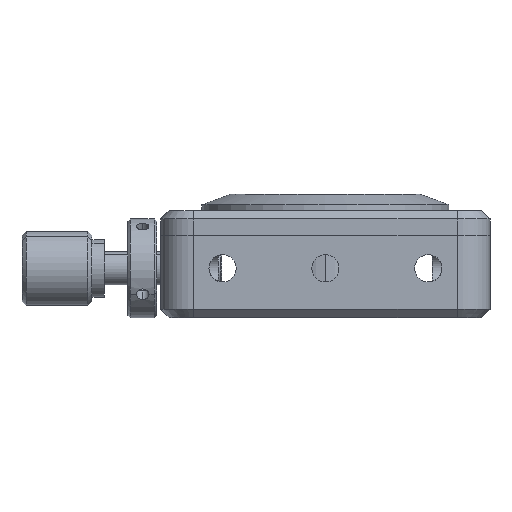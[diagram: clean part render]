
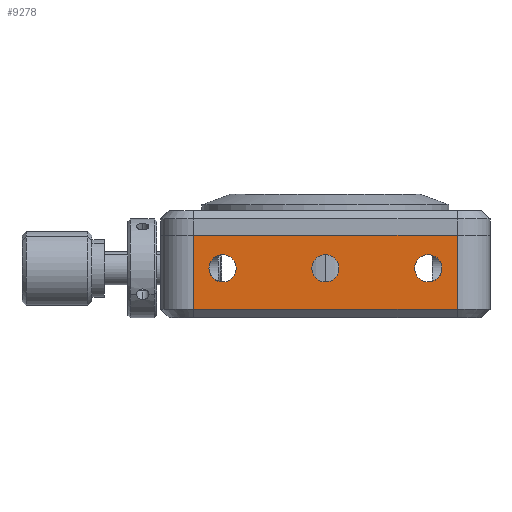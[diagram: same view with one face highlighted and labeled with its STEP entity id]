
A CAD part, left-side view. The second image highlights one B-rep face of the part: STEP entity #9278.
In plain terms, the highlighted planar face has unit normal (-1, 0, 0).
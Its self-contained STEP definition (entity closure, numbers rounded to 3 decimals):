
#119 = FACE_BOUND ( 'NONE', #5114, .T. ) ;
#212 = DIRECTION ( 'NONE',  ( 0., 0., 1. ) ) ;
#347 = CARTESIAN_POINT ( 'NONE',  ( -20.354, -12.473, 41. ) ) ;
#483 = ORIENTED_EDGE ( 'NONE', *, *, #8413, .F. ) ;
#554 = DIRECTION ( 'NONE',  ( 0., 0., 1. ) ) ;
#894 = VERTEX_POINT ( 'NONE', #9965 ) ;
#948 = VECTOR ( 'NONE', #554, 1000. ) ;
#984 = VERTEX_POINT ( 'NONE', #9097 ) ;
#1233 = CIRCLE ( 'NONE', #5081, 1.65 ) ;
#1449 = AXIS2_PLACEMENT_3D ( 'NONE', #3571, #10420, #6266 ) ;
#1481 = LINE ( 'NONE', #9207, #948 ) ;
#1573 = PLANE ( 'NONE',  #2352 ) ;
#2010 = CARTESIAN_POINT ( 'NONE',  ( -20.354, 20.027, 45. ) ) ;
#2155 = VERTEX_POINT ( 'NONE', #2826 ) ;
#2263 = AXIS2_PLACEMENT_3D ( 'NONE', #347, #5628, #10776 ) ;
#2273 = CARTESIAN_POINT ( 'NONE',  ( -20.354, -12.473, 39.35 ) ) ;
#2314 = DIRECTION ( 'NONE',  ( 1., 0., 0. ) ) ;
#2352 = AXIS2_PLACEMENT_3D ( 'NONE', #4164, #2314, #6700 ) ;
#2766 = ORIENTED_EDGE ( 'NONE', *, *, #5499, .F. ) ;
#2826 = CARTESIAN_POINT ( 'NONE',  ( -20.354, 0.027, 42.65 ) ) ;
#2835 = DIRECTION ( 'NONE',  ( -1., 0., 0. ) ) ;
#3041 = VERTEX_POINT ( 'NONE', #2273 ) ;
#3275 = ORIENTED_EDGE ( 'NONE', *, *, #8559, .F. ) ;
#3512 = CARTESIAN_POINT ( 'NONE',  ( -20.354, -12.473, 42.65 ) ) ;
#3559 = CIRCLE ( 'NONE', #2263, 1.65 ) ;
#3571 = CARTESIAN_POINT ( 'NONE',  ( -20.354, 12.527, 41. ) ) ;
#3643 = EDGE_CURVE ( 'NONE', #984, #7103, #7617, .T. ) ;
#3749 = DIRECTION ( 'NONE',  ( -1., 0., 0. ) ) ;
#3768 = VERTEX_POINT ( 'NONE', #4089 ) ;
#3787 = DIRECTION ( 'NONE',  ( 0., 0., 1. ) ) ;
#4089 = CARTESIAN_POINT ( 'NONE',  ( -20.354, -15.973, 45. ) ) ;
#4164 = CARTESIAN_POINT ( 'NONE',  ( -20.354, 20.027, 45. ) ) ;
#4166 = EDGE_LOOP ( 'NONE', ( #5268, #11265, #7373, #9706 ) ) ;
#4176 = CIRCLE ( 'NONE', #5733, 1.65 ) ;
#4191 = CARTESIAN_POINT ( 'NONE',  ( -20.354, 0.027, 39.35 ) ) ;
#4527 = CARTESIAN_POINT ( 'NONE',  ( -20.354, 12.527, 41. ) ) ;
#4552 = CARTESIAN_POINT ( 'NONE',  ( -20.354, 0.027, 41. ) ) ;
#4619 = DIRECTION ( 'NONE',  ( 0., -1., 0. ) ) ;
#4787 = CARTESIAN_POINT ( 'NONE',  ( -20.354, 16.027, 45. ) ) ;
#4858 = LINE ( 'NONE', #2010, #6632 ) ;
#4859 = CARTESIAN_POINT ( 'NONE',  ( -20.354, 16.027, 45. ) ) ;
#5081 = AXIS2_PLACEMENT_3D ( 'NONE', #4527, #2835, #6272 ) ;
#5114 = EDGE_LOOP ( 'NONE', ( #3275, #10652 ) ) ;
#5268 = ORIENTED_EDGE ( 'NONE', *, *, #7368, .T. ) ;
#5285 = ORIENTED_EDGE ( 'NONE', *, *, #8298, .F. ) ;
#5409 = DIRECTION ( 'NONE',  ( -1., 0., 0. ) ) ;
#5444 = CARTESIAN_POINT ( 'NONE',  ( -20.354, 0.027, 41. ) ) ;
#5499 = EDGE_CURVE ( 'NONE', #5942, #3041, #10481, .T. ) ;
#5567 = FACE_BOUND ( 'NONE', #8654, .T. ) ;
#5628 = DIRECTION ( 'NONE',  ( -1., 0., 0. ) ) ;
#5691 = CIRCLE ( 'NONE', #8223, 1.65 ) ;
#5733 = AXIS2_PLACEMENT_3D ( 'NONE', #5444, #3749, #7233 ) ;
#5942 = VERTEX_POINT ( 'NONE', #3512 ) ;
#6228 = CARTESIAN_POINT ( 'NONE',  ( -20.354, -15.973, 36. ) ) ;
#6266 = DIRECTION ( 'NONE',  ( 0., 0., 1. ) ) ;
#6272 = DIRECTION ( 'NONE',  ( 0., 0., 1. ) ) ;
#6336 = DIRECTION ( 'NONE',  ( -1., 0., 0. ) ) ;
#6469 = DIRECTION ( 'NONE',  ( 0., 0., -1. ) ) ;
#6620 = EDGE_CURVE ( 'NONE', #7668, #894, #1233, .T. ) ;
#6632 = VECTOR ( 'NONE', #4619, 1000. ) ;
#6700 = DIRECTION ( 'NONE',  ( 0., 1., 0. ) ) ;
#6767 = VERTEX_POINT ( 'NONE', #4859 ) ;
#6814 = EDGE_CURVE ( 'NONE', #7103, #3768, #1481, .T. ) ;
#7052 = LINE ( 'NONE', #4787, #9746 ) ;
#7103 = VERTEX_POINT ( 'NONE', #6228 ) ;
#7192 = CARTESIAN_POINT ( 'NONE',  ( -20.354, -12.473, 41. ) ) ;
#7233 = DIRECTION ( 'NONE',  ( 0., 0., 1. ) ) ;
#7235 = CIRCLE ( 'NONE', #1449, 1.65 ) ;
#7368 = EDGE_CURVE ( 'NONE', #6767, #984, #7052, .T. ) ;
#7373 = ORIENTED_EDGE ( 'NONE', *, *, #6814, .T. ) ;
#7617 = LINE ( 'NONE', #9249, #9369 ) ;
#7668 = VERTEX_POINT ( 'NONE', #7775 ) ;
#7731 = FACE_OUTER_BOUND ( 'NONE', #4166, .T. ) ;
#7775 = CARTESIAN_POINT ( 'NONE',  ( -20.354, 12.527, 39.35 ) ) ;
#8013 = FACE_BOUND ( 'NONE', #9851, .T. ) ;
#8059 = AXIS2_PLACEMENT_3D ( 'NONE', #7192, #5409, #3787 ) ;
#8223 = AXIS2_PLACEMENT_3D ( 'NONE', #4552, #6336, #212 ) ;
#8298 = EDGE_CURVE ( 'NONE', #10769, #2155, #4176, .T. ) ;
#8413 = EDGE_CURVE ( 'NONE', #3041, #5942, #3559, .T. ) ;
#8471 = DIRECTION ( 'NONE',  ( 0., -1., 0. ) ) ;
#8559 = EDGE_CURVE ( 'NONE', #894, #7668, #7235, .T. ) ;
#8654 = EDGE_LOOP ( 'NONE', ( #9652, #5285 ) ) ;
#9069 = EDGE_CURVE ( 'NONE', #2155, #10769, #5691, .T. ) ;
#9097 = CARTESIAN_POINT ( 'NONE',  ( -20.354, 16.027, 36. ) ) ;
#9207 = CARTESIAN_POINT ( 'NONE',  ( -20.354, -15.973, 45. ) ) ;
#9249 = CARTESIAN_POINT ( 'NONE',  ( -20.354, 20.027, 36. ) ) ;
#9278 = ADVANCED_FACE ( 'NONE', ( #5567, #119, #8013, #7731 ), #1573, .F. ) ;
#9369 = VECTOR ( 'NONE', #8471, 1000. ) ;
#9652 = ORIENTED_EDGE ( 'NONE', *, *, #9069, .F. ) ;
#9706 = ORIENTED_EDGE ( 'NONE', *, *, #10163, .F. ) ;
#9746 = VECTOR ( 'NONE', #6469, 1000. ) ;
#9851 = EDGE_LOOP ( 'NONE', ( #2766, #483 ) ) ;
#9965 = CARTESIAN_POINT ( 'NONE',  ( -20.354, 12.527, 42.65 ) ) ;
#10163 = EDGE_CURVE ( 'NONE', #6767, #3768, #4858, .T. ) ;
#10420 = DIRECTION ( 'NONE',  ( -1., 0., 0. ) ) ;
#10481 = CIRCLE ( 'NONE', #8059, 1.65 ) ;
#10652 = ORIENTED_EDGE ( 'NONE', *, *, #6620, .F. ) ;
#10769 = VERTEX_POINT ( 'NONE', #4191 ) ;
#10776 = DIRECTION ( 'NONE',  ( 0., 0., 1. ) ) ;
#11265 = ORIENTED_EDGE ( 'NONE', *, *, #3643, .T. ) ;
